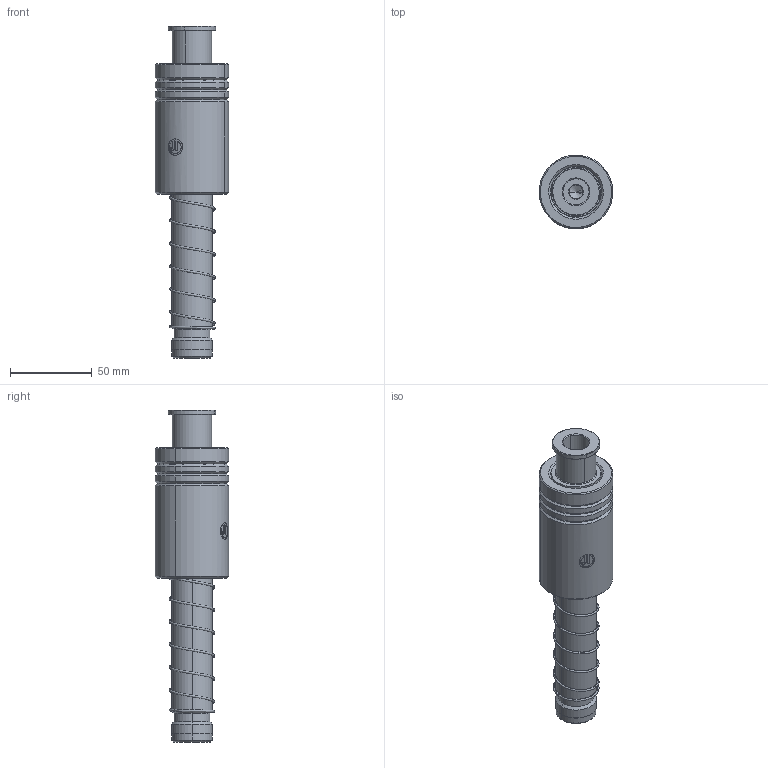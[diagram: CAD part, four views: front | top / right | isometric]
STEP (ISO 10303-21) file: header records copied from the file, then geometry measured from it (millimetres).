
FILE_DESCRIPTION (( 'STEP AP214' ), '1' );
FILE_NAME ('EKS EKJ-D25-L180(BL-80).STEP', '2021-09-26T06:32:04', ( '' ), ( '' ), 'SwSTEP 2.0', 'SolidWorks 2016', '' );
FILE_SCHEMA (( 'AUTOMOTIVE_DESIGN' ));
Length unit declared in the file: millimetre
Products named in the file (223): BALL-D3; TBB-D45-d31-L80; MGK-D25-L180; BJ-D30.5-25.5-L75; EKS EKJ-D25-L180(BL-80); BJ BS-30.5-25.5-L75郪蚾; HWP-D27.5-d25.5-L80; GTK-D29-d24
Assembly tree (217 placements, depth 3):
  BALL-D3
  BALL-D3
  BALL-D3
  BALL-D3
  BALL-D3
Bounding box: 44.96 x 44.96 x 203 mm (x, y, z)
Volume: 175914.4 mm3; surface area: 66950 mm2
Topology: 213 solids, 213 shells, 965 faces, 4079 edges, 2703 vertices
Faces by surface type: sphere 832, cone 42, cylinder 38, plane 21, torus 18, bspline 14
Entity records: 41029 total; most frequent: CARTESIAN_POINT 22954, ORIENTED_EDGE 3152, DIRECTION 2754, EDGE_CURVE 1576, AXIS2_PLACEMENT_3D 1324, VERTEX_POINT 1027, EDGE_LOOP 963, B_SPLINE_CURVE_WITH_KNOTS 909
